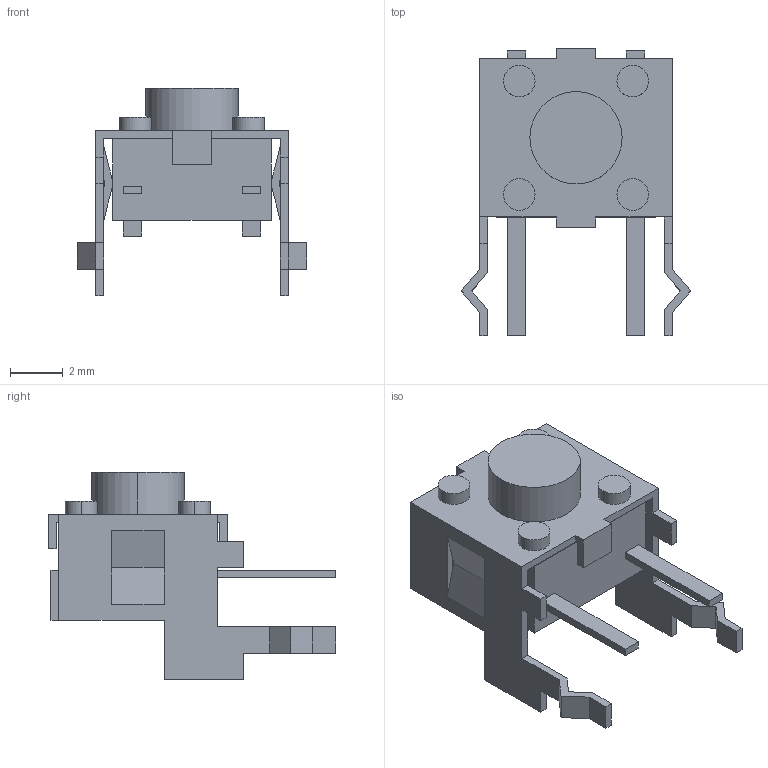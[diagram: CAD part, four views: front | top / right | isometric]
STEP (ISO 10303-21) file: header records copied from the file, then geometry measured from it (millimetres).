
FILE_DESCRIPTION (( 'STEP AP203' ), '1' );
FILE_NAME ('B3F_3120.step', '2013-07-18T10:36:11', ( 'OSMC1.0 TAKUMI' ), ( 'TAKUMI-Engniaring' ), 'SwSTEP 2.0', 'SolidWorks 2002025', '' );
FILE_SCHEMA (( 'CONFIG_CONTROL_DESIGN' ));
Length unit declared in the file: millimetre
Products named in the file (3): B3F_3120; B3F_3120_BUTTON; B3F_3120_BASE
Assembly tree (2 placements, depth 2):
  B3F_3120
    B3F_3120_BUTTON
    B3F_3120_BASE
Bounding box: 8.7 x 10.9 x 7.85 mm (x, y, z)
Volume: 151.1 mm3; surface area: 460.7 mm2
Topology: 2 solids, 2 shells, 123 faces, 330 edges, 216 vertices
Faces by surface type: plane 109, cylinder 14
Entity records: 4097 total; most frequent: CARTESIAN_POINT 674, ORIENTED_EDGE 660, DIRECTION 614, EDGE_CURVE 330, LINE 302, VECTOR 302, VERTEX_POINT 216, AXIS2_PLACEMENT_3D 156
